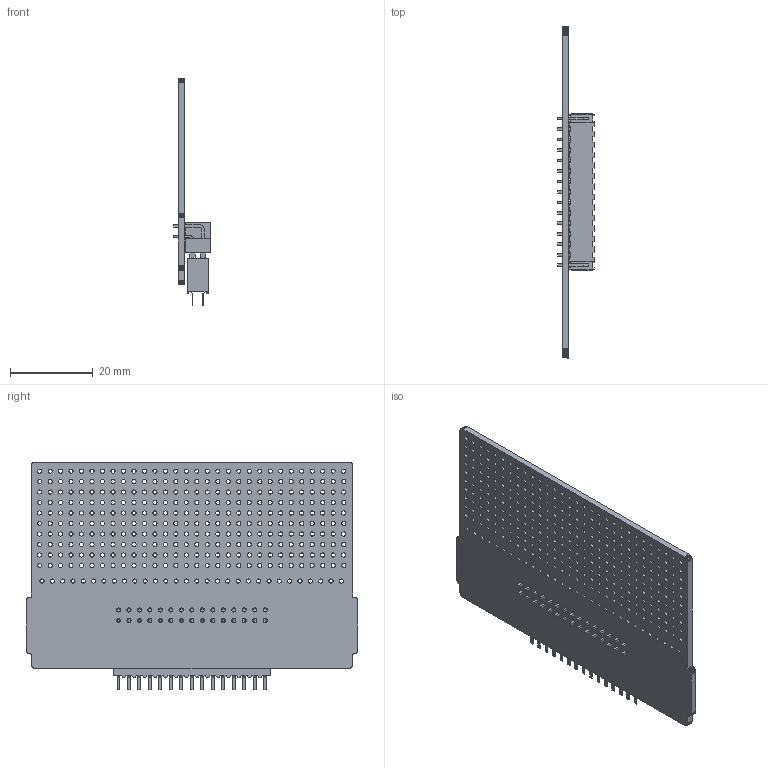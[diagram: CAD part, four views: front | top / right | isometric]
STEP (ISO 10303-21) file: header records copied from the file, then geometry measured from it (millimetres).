
FILE_DESCRIPTION(/* description */ (''),/* implementation_level */ '2;1');
FILE_NAME(/* name */ 'proto-module.step',/* time_stamp */ '2019-02-26T18:16:06+01:00',/* author */ ('r.varma'),/* organization */ (''),/* preprocessor_version */ 'ST-DEVELOPER v17.2',/* originating_system */ 'Autodesk Translation Framework v7.6.0.251',/* authorisation */ '');
FILE_SCHEMA (('AUTOMOTIVE_DESIGN { 1 0 10303 214 3 1 1 }'));
Length unit declared in the file: millimetre
Products named in the file (4): proto-module; COMPOUND; 1-86479-9; 1-534206-5
Assembly tree (3 placements, depth 2):
  proto-module
    COMPOUND
    1-86479-9
    1-534206-5
Bounding box: 8.84 x 80.4 x 55.2 mm (x, y, z)
Volume: 8990.8 mm3; surface area: 13032.1 mm2
Topology: 3 solids, 3 shells, 1726 faces, 5400 edges, 3800 vertices
Faces by surface type: plane 1358, cylinder 368
Full cylindrical faces by diameter (mm): 1 x360
Entity records: 62955 total; most frequent: CARTESIAN_POINT 10933, ORIENTED_EDGE 10800, DIRECTION 10322, EDGE_CURVE 5400, LINE 3944, VECTOR 3944, VERTEX_POINT 3800, AXIS2_PLACEMENT_3D 3189
